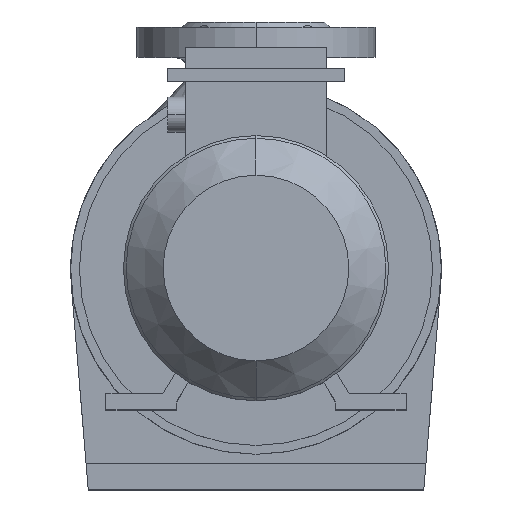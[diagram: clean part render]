
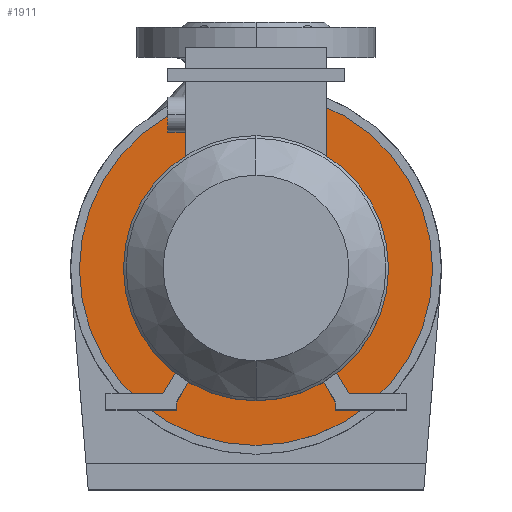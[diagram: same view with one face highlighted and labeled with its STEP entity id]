
A CAD part, top view. The second image highlights one B-rep face of the part: STEP entity #1911.
In plain terms, the highlighted planar face has unit normal (0, 0, 1).
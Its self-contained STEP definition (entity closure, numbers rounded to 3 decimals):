
#1911 = ADVANCED_FACE ( 'NONE', ( #11707, #11711 ), #2650, .F. ) ;
#2123 = AXIS2_PLACEMENT_3D ( 'NONE', #2676, #2720, #2702 ) ;
#2178 = AXIS2_PLACEMENT_3D ( 'NONE', #4642, #4643, #4644 ) ;
#2302 = EDGE_LOOP ( 'NONE', ( #9754, #9635 ) ) ;
#2650 = PLANE ( 'NONE',  #2123 ) ;
#2676 = CARTESIAN_POINT ( 'NONE',  ( 0., -100., 148. ) ) ;
#2702 = DIRECTION ( 'NONE',  ( 0., -1., 0. ) ) ;
#2720 = DIRECTION ( 'NONE',  ( 0., 0., -1. ) ) ;
#3243 = EDGE_LOOP ( 'NONE', ( #9747, #9819 ) ) ;
#4642 = CARTESIAN_POINT ( 'NONE',  ( 0., 0., 148. ) ) ;
#4643 = DIRECTION ( 'NONE',  ( 0., 0., -1. ) ) ;
#4644 = DIRECTION ( 'NONE',  ( 0., -1., 0. ) ) ;
#4772 = CARTESIAN_POINT ( 'NONE',  ( 0., 0., 148. ) ) ;
#4773 = DIRECTION ( 'NONE',  ( 0., 0., -1. ) ) ;
#4774 = DIRECTION ( 'NONE',  ( 0., -1., 0. ) ) ;
#4832 = CARTESIAN_POINT ( 'NONE',  ( 0., 66.25, 148. ) ) ;
#4838 = CARTESIAN_POINT ( 'NONE',  ( 0., -100., 148. ) ) ;
#4843 = CARTESIAN_POINT ( 'NONE',  ( 0., 100., 148. ) ) ;
#4862 = CARTESIAN_POINT ( 'NONE',  ( 0., -66.25, 148. ) ) ;
#5109 = CARTESIAN_POINT ( 'NONE',  ( 0., 0., 148. ) ) ;
#5110 = DIRECTION ( 'NONE',  ( 0., 0., -1. ) ) ;
#5111 = DIRECTION ( 'NONE',  ( 0., -1., 0. ) ) ;
#5114 = CARTESIAN_POINT ( 'NONE',  ( 0., 0., 148. ) ) ;
#5115 = DIRECTION ( 'NONE',  ( 0., 0., -1. ) ) ;
#5116 = DIRECTION ( 'NONE',  ( 0., -1., 0. ) ) ;
#6390 = EDGE_CURVE ( 'NONE', #9602, #9686, #10722, .T. ) ;
#6503 = EDGE_CURVE ( 'NONE', #9641, #9632, #10832, .T. ) ;
#9602 = VERTEX_POINT ( 'NONE', #4832 ) ;
#9632 = VERTEX_POINT ( 'NONE', #4838 ) ;
#9635 = ORIENTED_EDGE ( 'NONE', *, *, #6390, .T. ) ;
#9641 = VERTEX_POINT ( 'NONE', #4843 ) ;
#9686 = VERTEX_POINT ( 'NONE', #4862 ) ;
#9747 = ORIENTED_EDGE ( 'NONE', *, *, #11282, .F. ) ;
#9754 = ORIENTED_EDGE ( 'NONE', *, *, #11280, .T. ) ;
#9819 = ORIENTED_EDGE ( 'NONE', *, *, #6503, .F. ) ;
#10722 = CIRCLE ( 'NONE', #2178, 66.25 ) ;
#10832 = CIRCLE ( 'NONE', #11839, 100. ) ;
#10949 = CIRCLE ( 'NONE', #11876, 66.25 ) ;
#10951 = CIRCLE ( 'NONE', #11877, 100. ) ;
#11280 = EDGE_CURVE ( 'NONE', #9686, #9602, #10949, .T. ) ;
#11282 = EDGE_CURVE ( 'NONE', #9632, #9641, #10951, .T. ) ;
#11707 = FACE_OUTER_BOUND ( 'NONE', #3243, .T. ) ;
#11711 = FACE_BOUND ( 'NONE', #2302, .T. ) ;
#11839 = AXIS2_PLACEMENT_3D ( 'NONE', #4772, #4773, #4774 ) ;
#11876 = AXIS2_PLACEMENT_3D ( 'NONE', #5109, #5110, #5111 ) ;
#11877 = AXIS2_PLACEMENT_3D ( 'NONE', #5114, #5115, #5116 ) ;
